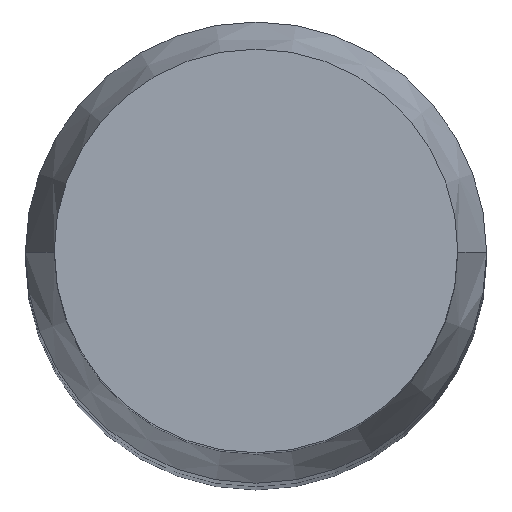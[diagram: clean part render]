
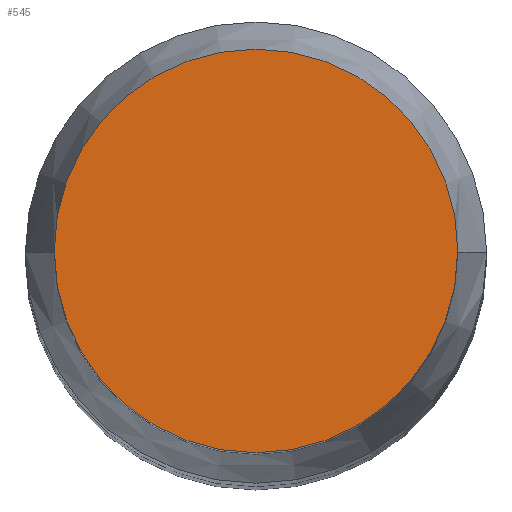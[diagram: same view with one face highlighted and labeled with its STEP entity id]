
A CAD part, top view. The second image highlights one B-rep face of the part: STEP entity #545.
In plain terms, the highlighted planar face has unit normal (0, 0, 1).
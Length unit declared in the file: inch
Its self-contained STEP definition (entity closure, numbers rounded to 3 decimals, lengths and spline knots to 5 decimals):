
#27 = DIRECTION ( 'NONE',  ( 1., 0., 0. ) ) ;
#74 = CIRCLE ( 'NONE', #202, 0.0689 ) ;
#100 = DIRECTION ( 'NONE',  ( 0., 0., -1. ) ) ;
#155 = AXIS2_PLACEMENT_3D ( 'NONE', #935, #100, #391 ) ;
#202 = AXIS2_PLACEMENT_3D ( 'NONE', #407, #697, #777 ) ;
#239 = VERTEX_POINT ( 'NONE', #723 ) ;
#328 = AXIS2_PLACEMENT_3D ( 'NONE', #567, #929, #27 ) ;
#351 = EDGE_CURVE ( 'NONE', #239, #647, #674, .T. ) ;
#391 = DIRECTION ( 'NONE',  ( 1., 0., 0. ) ) ;
#407 = CARTESIAN_POINT ( 'NONE',  ( 0., 0., 0. ) ) ;
#409 = EDGE_LOOP ( 'NONE', ( #765, #865 ) ) ;
#545 = ADVANCED_FACE ( 'NONE', ( #620 ), #852, .F. ) ;
#567 = CARTESIAN_POINT ( 'NONE',  ( 0., 0., 0. ) ) ;
#620 = FACE_OUTER_BOUND ( 'NONE', #409, .T. ) ;
#647 = VERTEX_POINT ( 'NONE', #797 ) ;
#654 = EDGE_CURVE ( 'NONE', #647, #239, #74, .T. ) ;
#674 = CIRCLE ( 'NONE', #328, 0.0689 ) ;
#697 = DIRECTION ( 'NONE',  ( 0., 0., 1. ) ) ;
#723 = CARTESIAN_POINT ( 'NONE',  ( 0.0689, 0., 0. ) ) ;
#765 = ORIENTED_EDGE ( 'NONE', *, *, #351, .T. ) ;
#777 = DIRECTION ( 'NONE',  ( 1., 0., 0. ) ) ;
#797 = CARTESIAN_POINT ( 'NONE',  ( -0.0689, 0., 0. ) ) ;
#852 = PLANE ( 'NONE',  #155 ) ;
#865 = ORIENTED_EDGE ( 'NONE', *, *, #654, .T. ) ;
#929 = DIRECTION ( 'NONE',  ( 0., 0., 1. ) ) ;
#935 = CARTESIAN_POINT ( 'NONE',  ( 0., 0., 0. ) ) ;
